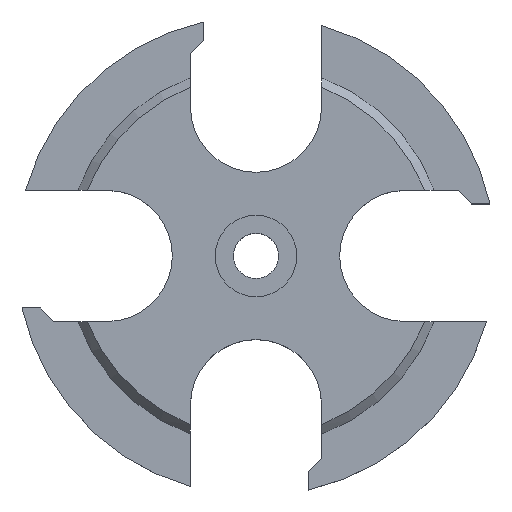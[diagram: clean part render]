
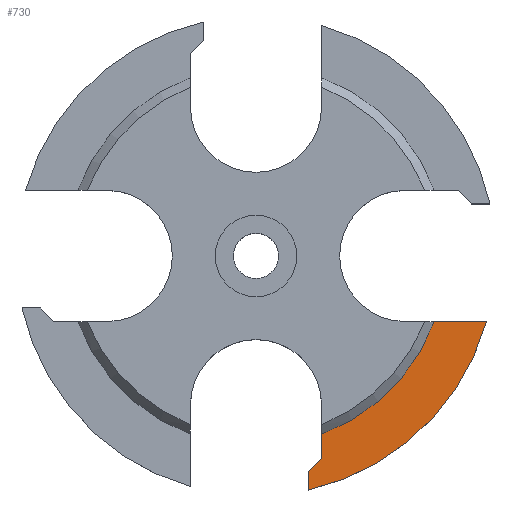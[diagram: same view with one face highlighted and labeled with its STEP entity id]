
A CAD part, top view. The second image highlights one B-rep face of the part: STEP entity #730.
In plain terms, the highlighted planar face has unit normal (0, 0, 1).
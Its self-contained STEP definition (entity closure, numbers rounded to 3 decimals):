
#3 = DIRECTION ( 'NONE',  ( 0., 0., -1. ) ) ;
#118 = EDGE_CURVE ( 'NONE', #887, #1975, #1632, .T. ) ;
#208 = DIRECTION ( 'NONE',  ( 1., 0., 0. ) ) ;
#216 = ORIENTED_EDGE ( 'NONE', *, *, #118, .F. ) ;
#243 = CARTESIAN_POINT ( 'NONE',  ( 11.5, 0., 2.921 ) ) ;
#485 = AXIS2_PLACEMENT_3D ( 'NONE', #1131, #1865, #714 ) ;
#608 = CARTESIAN_POINT ( 'NONE',  ( 50.978, -14.5, 2.921 ) ) ;
#661 = EDGE_CURVE ( 'NONE', #1324, #1336, #2114, .T. ) ;
#694 = LINE ( 'NONE', #763, #1662 ) ;
#714 = DIRECTION ( 'NONE',  ( 1., 0., 0. ) ) ;
#730 = ADVANCED_FACE ( 'NONE', ( #1234 ), #2325, .F. ) ;
#763 = CARTESIAN_POINT ( 'NONE',  ( 3.119, -56.119, 2.921 ) ) ;
#769 = EDGE_CURVE ( 'NONE', #1010, #887, #694, .T. ) ;
#779 = CARTESIAN_POINT ( 'NONE',  ( 39.418, -14.5, 2.921 ) ) ;
#812 = CARTESIAN_POINT ( 'NONE',  ( 14.5, -44.737, 2.921 ) ) ;
#856 = DIRECTION ( 'NONE',  ( 0., 0., 1. ) ) ;
#887 = VERTEX_POINT ( 'NONE', #812 ) ;
#982 = CARTESIAN_POINT ( 'NONE',  ( -53., 0., 2.921 ) ) ;
#989 = CARTESIAN_POINT ( 'NONE',  ( -53., -14.5, 2.921 ) ) ;
#1010 = VERTEX_POINT ( 'NONE', #2198 ) ;
#1015 = DIRECTION ( 'NONE',  ( 1., 0., 0. ) ) ;
#1033 = CARTESIAN_POINT ( 'NONE',  ( 14.5, 0., 2.921 ) ) ;
#1042 = DIRECTION ( 'NONE',  ( 0., 1., 0. ) ) ;
#1081 = CIRCLE ( 'NONE', #1311, 42. ) ;
#1131 = CARTESIAN_POINT ( 'NONE',  ( 0., 0., 2.921 ) ) ;
#1137 = ORIENTED_EDGE ( 'NONE', *, *, #1533, .F. ) ;
#1234 = FACE_OUTER_BOUND ( 'NONE', #1525, .T. ) ;
#1311 = AXIS2_PLACEMENT_3D ( 'NONE', #2396, #856, #1015 ) ;
#1324 = VERTEX_POINT ( 'NONE', #1560 ) ;
#1336 = VERTEX_POINT ( 'NONE', #608 ) ;
#1355 = DIRECTION ( 'NONE',  ( -1., 0., 0. ) ) ;
#1525 = EDGE_LOOP ( 'NONE', ( #1137, #1935, #216, #2006, #2514, #2313 ) ) ;
#1533 = EDGE_CURVE ( 'NONE', #2092, #1336, #1952, .T. ) ;
#1536 = LINE ( 'NONE', #243, #2042 ) ;
#1560 = CARTESIAN_POINT ( 'NONE',  ( 11.5, -51.737, 2.921 ) ) ;
#1632 = LINE ( 'NONE', #1033, #1816 ) ;
#1648 = AXIS2_PLACEMENT_3D ( 'NONE', #982, #3, #1355 ) ;
#1662 = VECTOR ( 'NONE', #2167, 1000. ) ;
#1816 = VECTOR ( 'NONE', #1042, 1000. ) ;
#1865 = DIRECTION ( 'NONE',  ( 0., 0., 1. ) ) ;
#1935 = ORIENTED_EDGE ( 'NONE', *, *, #2219, .F. ) ;
#1952 = LINE ( 'NONE', #989, #2171 ) ;
#1975 = VERTEX_POINT ( 'NONE', #2312 ) ;
#2006 = ORIENTED_EDGE ( 'NONE', *, *, #769, .F. ) ;
#2042 = VECTOR ( 'NONE', #2210, 1000. ) ;
#2092 = VERTEX_POINT ( 'NONE', #779 ) ;
#2114 = CIRCLE ( 'NONE', #485, 53. ) ;
#2164 = EDGE_CURVE ( 'NONE', #1324, #1010, #1536, .T. ) ;
#2167 = DIRECTION ( 'NONE',  ( 0.707, 0.707, 0. ) ) ;
#2171 = VECTOR ( 'NONE', #208, 1000. ) ;
#2198 = CARTESIAN_POINT ( 'NONE',  ( 11.5, -47.737, 2.921 ) ) ;
#2210 = DIRECTION ( 'NONE',  ( 0., 1., 0. ) ) ;
#2219 = EDGE_CURVE ( 'NONE', #1975, #2092, #1081, .T. ) ;
#2312 = CARTESIAN_POINT ( 'NONE',  ( 14.5, -39.418, 2.921 ) ) ;
#2313 = ORIENTED_EDGE ( 'NONE', *, *, #661, .T. ) ;
#2325 = PLANE ( 'NONE',  #1648 ) ;
#2396 = CARTESIAN_POINT ( 'NONE',  ( 0., 0., 2.921 ) ) ;
#2514 = ORIENTED_EDGE ( 'NONE', *, *, #2164, .F. ) ;
